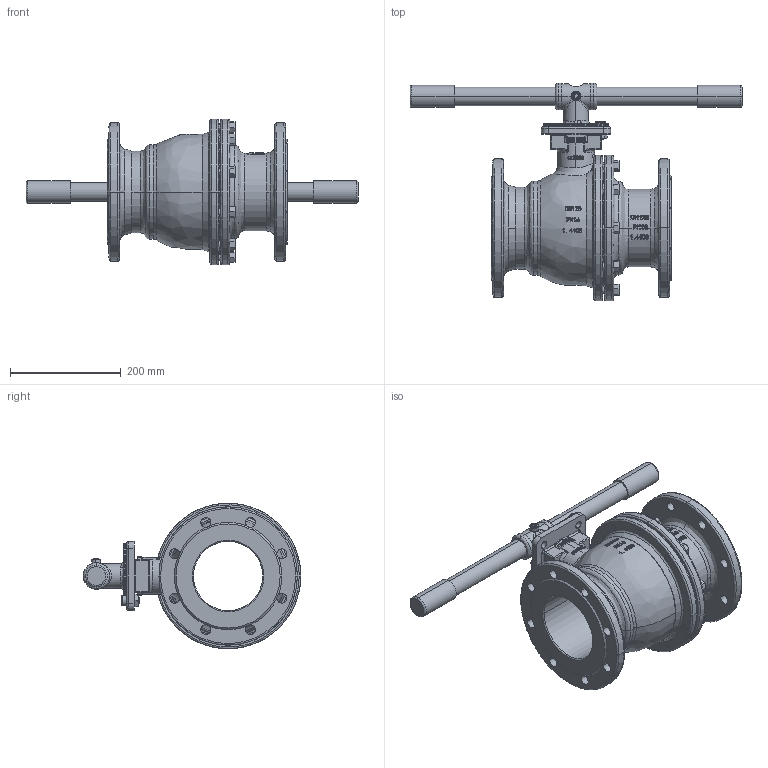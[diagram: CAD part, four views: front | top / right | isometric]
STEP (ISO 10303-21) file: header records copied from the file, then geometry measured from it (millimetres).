
FILE_DESCRIPTION (( 'STEP AP203' ), '1' );
FILE_NAME ('KV-L6K DN125.STEP', '2019-05-08T01:49:29', ( '456' ), ( '' ), 'SwSTEP 2.0', 'SolidWorks 2013', '' );
FILE_SCHEMA (( 'CONFIG_CONTROL_DESIGN' ));
Products named in the file (1): KV-L6K DN125
Bounding box: 600 x 393.5 x 263 mm (x, y, z)
Volume: 6907686.7 mm3; surface area: 738239.9 mm2
Topology: 22 solids, 24 shells, 1345 faces, 3390 edges, 2130 vertices
Faces by surface type: bspline 387, cylinder 347, plane 347, cone 264
Entity records: 100741 total; most frequent: CARTESIAN_POINT 71024, ORIENTED_EDGE 6756, DIRECTION 5287, EDGE_CURVE 3378, VERTEX_POINT 2130, AXIS2_PLACEMENT_3D 2068, EDGE_LOOP 1502, FACE_OUTER_BOUND 1345
